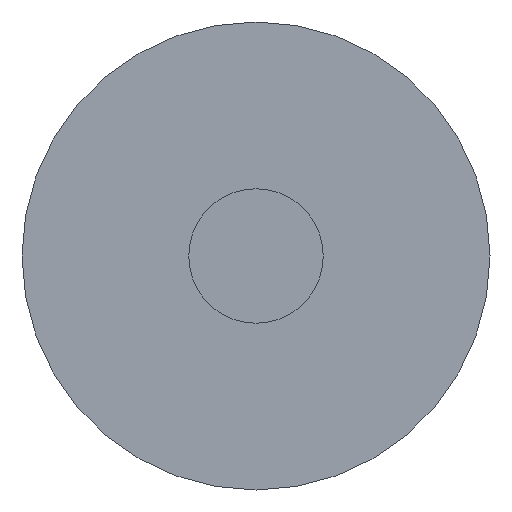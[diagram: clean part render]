
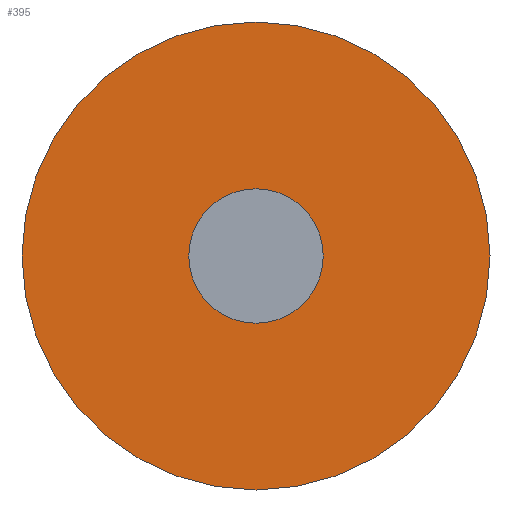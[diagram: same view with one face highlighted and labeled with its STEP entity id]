
A CAD part, front view. The second image highlights one B-rep face of the part: STEP entity #395.
In plain terms, the highlighted planar face has unit normal (0, -1, 0).
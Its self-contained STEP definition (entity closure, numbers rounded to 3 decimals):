
#31 = FACE_BOUND ( 'NONE', #59, .T. ) ;
#42 = EDGE_CURVE ( 'NONE', #167, #378, #298, .T. ) ;
#57 = CARTESIAN_POINT ( 'NONE',  ( -2.458, 0.578, 0. ) ) ;
#59 = EDGE_LOOP ( 'NONE', ( #369, #351 ) ) ;
#75 = PLANE ( 'NONE',  #314 ) ;
#107 = CARTESIAN_POINT ( 'NONE',  ( -0.378, 0.578, 0. ) ) ;
#110 = ORIENTED_EDGE ( 'NONE', *, *, #286, .F. ) ;
#111 = DIRECTION ( 'NONE',  ( 0., -1., 0. ) ) ;
#130 = CIRCLE ( 'NONE', #400, 7.235 ) ;
#136 = DIRECTION ( 'NONE',  ( -1., 0., 0. ) ) ;
#150 = FACE_OUTER_BOUND ( 'NONE', #209, .T. ) ;
#152 = AXIS2_PLACEMENT_3D ( 'NONE', #340, #163, #275 ) ;
#161 = DIRECTION ( 'NONE',  ( 0., 1., 0. ) ) ;
#163 = DIRECTION ( 'NONE',  ( 0., 1., 0. ) ) ;
#167 = VERTEX_POINT ( 'NONE', #57 ) ;
#169 = EDGE_CURVE ( 'NONE', #378, #167, #441, .T. ) ;
#179 = DIRECTION ( 'NONE',  ( 1., 0., 0. ) ) ;
#196 = DIRECTION ( 'NONE',  ( 0., 1., 0. ) ) ;
#198 = AXIS2_PLACEMENT_3D ( 'NONE', #107, #196, #331 ) ;
#202 = CARTESIAN_POINT ( 'NONE',  ( -7.613, 0.578, 0. ) ) ;
#209 = EDGE_LOOP ( 'NONE', ( #110, #240 ) ) ;
#237 = DIRECTION ( 'NONE',  ( 0., 1., 0. ) ) ;
#240 = ORIENTED_EDGE ( 'NONE', *, *, #259, .F. ) ;
#259 = EDGE_CURVE ( 'NONE', #408, #299, #293, .T. ) ;
#275 = DIRECTION ( 'NONE',  ( -1., 0., 0. ) ) ;
#286 = EDGE_CURVE ( 'NONE', #299, #408, #130, .T. ) ;
#293 = CIRCLE ( 'NONE', #198, 7.235 ) ;
#298 = CIRCLE ( 'NONE', #396, 2.08 ) ;
#299 = VERTEX_POINT ( 'NONE', #202 ) ;
#314 = AXIS2_PLACEMENT_3D ( 'NONE', #383, #111, #179 ) ;
#321 = CARTESIAN_POINT ( 'NONE',  ( 1.702, 0.578, 0. ) ) ;
#331 = DIRECTION ( 'NONE',  ( -1., 0., 0. ) ) ;
#340 = CARTESIAN_POINT ( 'NONE',  ( -0.378, 0.578, 0. ) ) ;
#351 = ORIENTED_EDGE ( 'NONE', *, *, #169, .T. ) ;
#364 = CARTESIAN_POINT ( 'NONE',  ( -0.378, 0.578, 0. ) ) ;
#369 = ORIENTED_EDGE ( 'NONE', *, *, #42, .T. ) ;
#378 = VERTEX_POINT ( 'NONE', #321 ) ;
#383 = CARTESIAN_POINT ( 'NONE',  ( -2.458, 0.578, 0. ) ) ;
#395 = ADVANCED_FACE ( 'NONE', ( #31, #150 ), #75, .T. ) ;
#396 = AXIS2_PLACEMENT_3D ( 'NONE', #364, #161, #136 ) ;
#400 = AXIS2_PLACEMENT_3D ( 'NONE', #438, #237, #447 ) ;
#408 = VERTEX_POINT ( 'NONE', #421 ) ;
#421 = CARTESIAN_POINT ( 'NONE',  ( 6.857, 0.578, 0. ) ) ;
#438 = CARTESIAN_POINT ( 'NONE',  ( -0.378, 0.578, 0. ) ) ;
#441 = CIRCLE ( 'NONE', #152, 2.08 ) ;
#447 = DIRECTION ( 'NONE',  ( -1., 0., 0. ) ) ;
